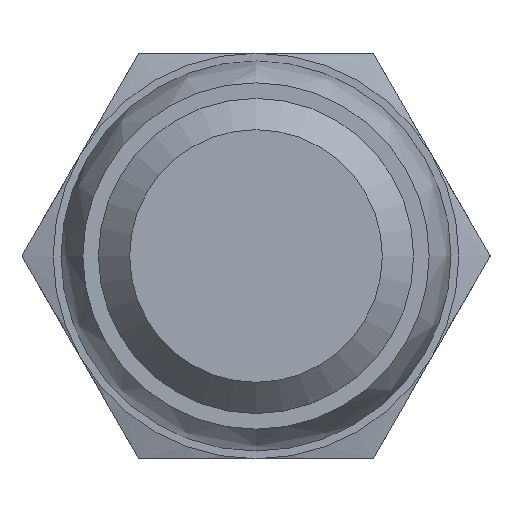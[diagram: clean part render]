
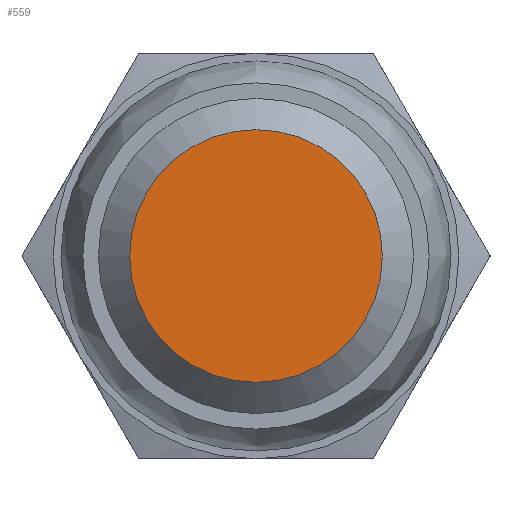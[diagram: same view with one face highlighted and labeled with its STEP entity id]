
A CAD part, left-side view. The second image highlights one B-rep face of the part: STEP entity #559.
In plain terms, the highlighted planar face has unit normal (-1, 0, 0).
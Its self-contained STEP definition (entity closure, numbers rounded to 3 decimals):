
#73=PLANE('',#636);
#110=FACE_OUTER_BOUND('',#159,.T.);
#159=EDGE_LOOP('',(#502));
#201=CIRCLE('',#637,4.05);
#277=VERTEX_POINT('',#1046);
#353=EDGE_CURVE('',#277,#277,#201,.T.);
#502=ORIENTED_EDGE('',*,*,#353,.F.);
#559=ADVANCED_FACE('',(#110),#73,.T.);
#636=AXIS2_PLACEMENT_3D('',#1045,#799,#800);
#637=AXIS2_PLACEMENT_3D('',#1047,#801,#802);
#799=DIRECTION('center_axis',(-1.,0.,0.));
#800=DIRECTION('ref_axis',(0.,0.,1.));
#801=DIRECTION('center_axis',(1.,0.,0.));
#802=DIRECTION('ref_axis',(0.,0.,-1.));
#1045=CARTESIAN_POINT('Origin',(-27.,4.05,0.));
#1046=CARTESIAN_POINT('',(-27.,4.05,0.));
#1047=CARTESIAN_POINT('Origin',(-27.,0.,0.));
